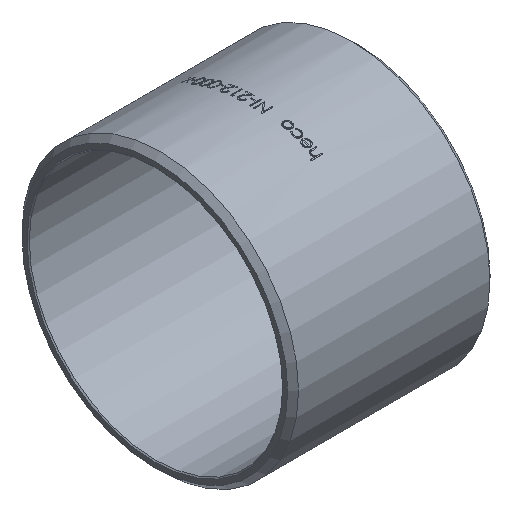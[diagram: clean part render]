
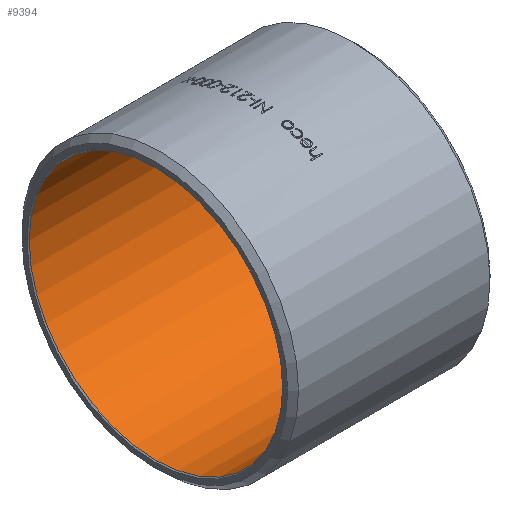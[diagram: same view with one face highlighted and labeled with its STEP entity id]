
A CAD part, isometric view. The second image highlights one B-rep face of the part: STEP entity #9394.
In plain terms, the highlighted cylindrical face has radius 34.45 mm (diameter 68.9 mm), a full revolution.
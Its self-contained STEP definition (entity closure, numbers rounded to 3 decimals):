
#9 = DIRECTION ( 'NONE',  ( 0., 0., -1. ) ) ;
#1166 = CIRCLE ( 'NONE', #11796, 34.45 ) ;
#1913 = CARTESIAN_POINT ( 'NONE',  ( 0., 0., 0. ) ) ;
#3939 = CARTESIAN_POINT ( 'NONE',  ( 0.3, 0., -34.45 ) ) ;
#4950 = EDGE_CURVE ( 'NONE', #18431, #18431, #1166, .T. ) ;
#5550 = CYLINDRICAL_SURFACE ( 'NONE', #15178, 34.45 ) ;
#7618 = DIRECTION ( 'NONE',  ( -1., 0., 0. ) ) ;
#7760 = DIRECTION ( 'NONE',  ( 0., 0., 1. ) ) ;
#8162 = EDGE_LOOP ( 'NONE', ( #11719 ) ) ;
#8849 = FACE_OUTER_BOUND ( 'NONE', #8162, .T. ) ;
#9394 = ADVANCED_FACE ( 'NONE', ( #8849, #12393 ), #5550, .F. ) ;
#9401 = VERTEX_POINT ( 'NONE', #3939 ) ;
#9662 = ORIENTED_EDGE ( 'NONE', *, *, #4950, .T. ) ;
#9979 = EDGE_CURVE ( 'NONE', #9401, #9401, #10478, .T. ) ;
#10478 = CIRCLE ( 'NONE', #17202, 34.45 ) ;
#11719 = ORIENTED_EDGE ( 'NONE', *, *, #9979, .T. ) ;
#11796 = AXIS2_PLACEMENT_3D ( 'NONE', #13832, #16961, #7760 ) ;
#12201 = DIRECTION ( 'NONE',  ( 0., 0., 1. ) ) ;
#12393 = FACE_OUTER_BOUND ( 'NONE', #19579, .T. ) ;
#13734 = CARTESIAN_POINT ( 'NONE',  ( 0.3, 0., 0. ) ) ;
#13832 = CARTESIAN_POINT ( 'NONE',  ( 54.7, 0., 0. ) ) ;
#15178 = AXIS2_PLACEMENT_3D ( 'NONE', #1913, #7618, #12201 ) ;
#15912 = CARTESIAN_POINT ( 'NONE',  ( 54.7, 0., 34.45 ) ) ;
#16961 = DIRECTION ( 'NONE',  ( 1., 0., 0. ) ) ;
#17202 = AXIS2_PLACEMENT_3D ( 'NONE', #13734, #18180, #9 ) ;
#18180 = DIRECTION ( 'NONE',  ( -1., 0., 0. ) ) ;
#18431 = VERTEX_POINT ( 'NONE', #15912 ) ;
#19579 = EDGE_LOOP ( 'NONE', ( #9662 ) ) ;
